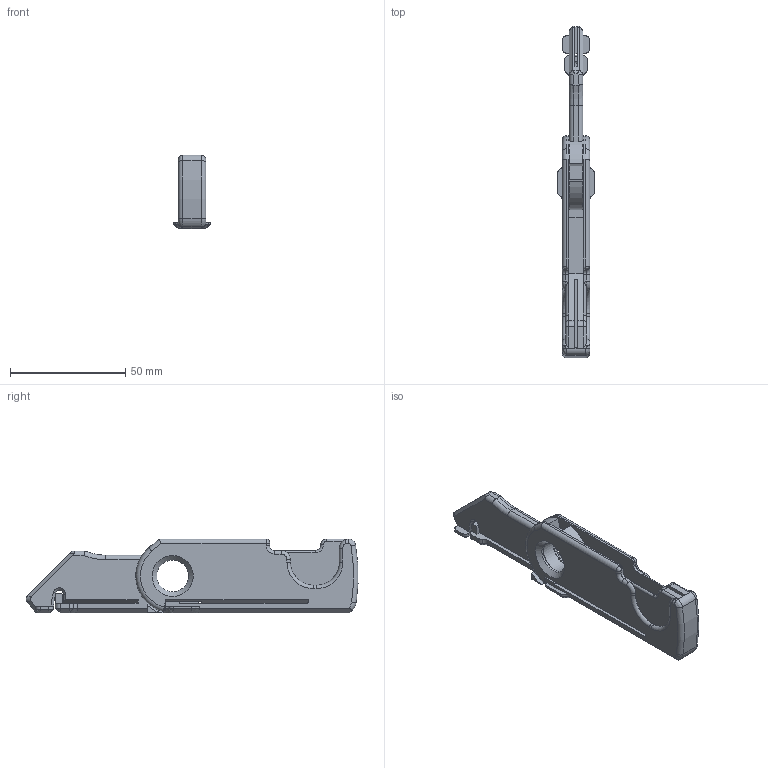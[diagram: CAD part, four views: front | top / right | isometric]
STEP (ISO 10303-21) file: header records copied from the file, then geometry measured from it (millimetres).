
FILE_DESCRIPTION(/* description */ (''),/* implementation_level */ '2;1');
FILE_NAME(/* name */ 'Folding Knife C8 - basic.step',/* time_stamp */ '2025-10-20T07:17:22-06:00',/* author */ (''),/* organization */ (''),/* preprocessor_version */ 'ST-DEVELOPER v20.1',/* originating_system */ 'Autodesk Translation Framework v14.17.0.0',/* authorisation */ '');
FILE_SCHEMA (('AUTOMOTIVE_DESIGN { 1 0 10303 214 3 1 1 }'));
Length unit declared in the file: millimetre
Products named in the file (1): Pull Lever
Bounding box: 16 x 143.82 x 32 mm (x, y, z)
Volume: 27879.9 mm3; surface area: 20382.8 mm2
Topology: 2 solids, 2 shells, 295 faces, 778 edges, 482 vertices
Faces by surface type: plane 144, cylinder 89, cone 36, torus 22, bspline 4
Full cylindrical faces by diameter (mm): 13.8 x3
Entity records: 9142 total; most frequent: CARTESIAN_POINT 1740, DIRECTION 1570, ORIENTED_EDGE 1540, EDGE_CURVE 770, AXIS2_PLACEMENT_3D 542, LINE 486, VECTOR 486, VERTEX_POINT 482
